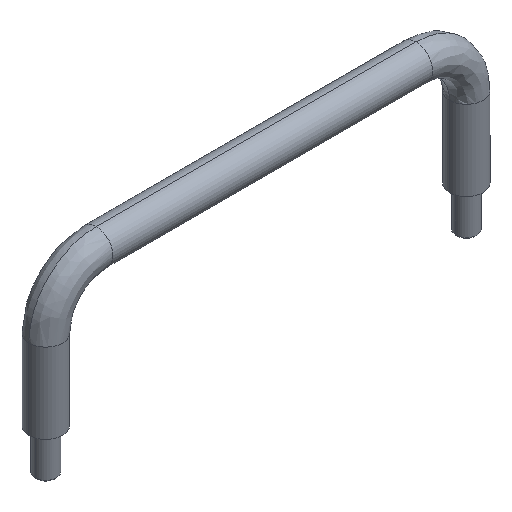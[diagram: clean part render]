
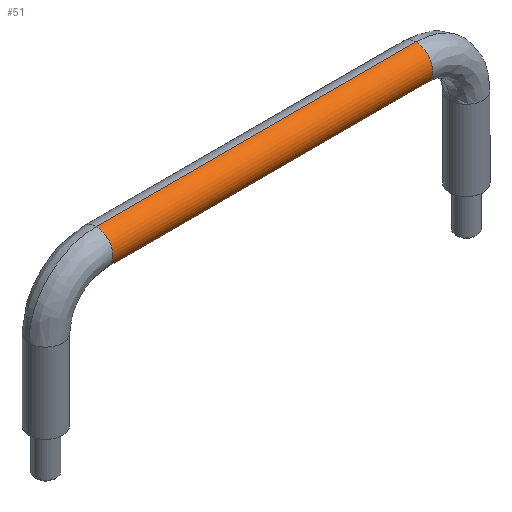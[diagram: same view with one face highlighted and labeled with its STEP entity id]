
A CAD part, isometric view. The second image highlights one B-rep face of the part: STEP entity #51.
In plain terms, the highlighted cylindrical face has radius 4 mm (diameter 8 mm), a partial arc.
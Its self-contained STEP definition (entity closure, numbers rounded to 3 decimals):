
#51=ADVANCED_FACE('',(#175),#174,.T.);
#174=CYLINDRICAL_SURFACE('',#476,4.);
#175=FACE_OUTER_BOUND('',#477,.T.);
#473=CARTESIAN_POINT('',(0.,0.,4.));
#474=DIRECTION('',(-1.,0.,0.));
#475=DIRECTION('',(0.,0.,1.));
#476=AXIS2_PLACEMENT_3D('',#473,#474,#475);
#477=EDGE_LOOP('',(#592,#593,#594,#595));
#592=ORIENTED_EDGE('',*,*,#661,.F.);
#593=ORIENTED_EDGE('',*,*,#662,.T.);
#594=ORIENTED_EDGE('',*,*,#653,.T.);
#595=ORIENTED_EDGE('',*,*,#663,.F.);
#653=EDGE_CURVE('',#763,#762,#796,.T.);
#661=EDGE_CURVE('',#835,#828,#848,.T.);
#662=EDGE_CURVE('',#835,#763,#854,.T.);
#663=EDGE_CURVE('',#828,#762,#860,.T.);
#762=VERTEX_POINT('',#1014);
#763=VERTEX_POINT('',#1015);
#796=CIRCLE('',#1044,4.);
#828=VERTEX_POINT('',#1059);
#835=VERTEX_POINT('',#1063);
#848=CIRCLE('',#1078,4.);
#854=(BOUNDED_CURVE() B_SPLINE_CURVE(1,(#1079,#1080),.UNSPECIFIED.,.F.,.F.) B_SPLINE_CURVE_WITH_KNOTS((2,2),(0.083,0.917),.UNSPECIFIED.) CURVE() GEOMETRIC_REPRESENTATION_ITEM() RATIONAL_B_SPLINE_CURVE((1.,1.)) REPRESENTATION_ITEM('') );
#860=(BOUNDED_CURVE() B_SPLINE_CURVE(1,(#1081,#1082),.UNSPECIFIED.,.F.,.F.) B_SPLINE_CURVE_WITH_KNOTS((2,2),(0.083,0.917),.UNSPECIFIED.) CURVE() GEOMETRIC_REPRESENTATION_ITEM() RATIONAL_B_SPLINE_CURVE((0.75,0.75)) REPRESENTATION_ITEM('') );
#1014=CARTESIAN_POINT('',(-38.,0.,0.));
#1015=CARTESIAN_POINT('',(-38.,0.,8.));
#1041=CARTESIAN_POINT('',(-38.,0.,4.));
#1042=DIRECTION('',(1.,0.,0.));
#1043=DIRECTION('',(0.,0.,-1.));
#1044=AXIS2_PLACEMENT_3D('',#1041,#1042,#1043);
#1059=CARTESIAN_POINT('',(38.,0.,0.));
#1063=CARTESIAN_POINT('',(38.,0.,8.));
#1075=CARTESIAN_POINT('',(38.,0.,4.));
#1076=DIRECTION('',(1.,0.,0.));
#1077=DIRECTION('',(0.,0.,-1.));
#1078=AXIS2_PLACEMENT_3D('',#1075,#1076,#1077);
#1079=CARTESIAN_POINT('',(38.,0.,8.));
#1080=CARTESIAN_POINT('',(-38.,0.,8.));
#1081=CARTESIAN_POINT('',(38.,0.,0.));
#1082=CARTESIAN_POINT('',(-38.,0.,0.));
